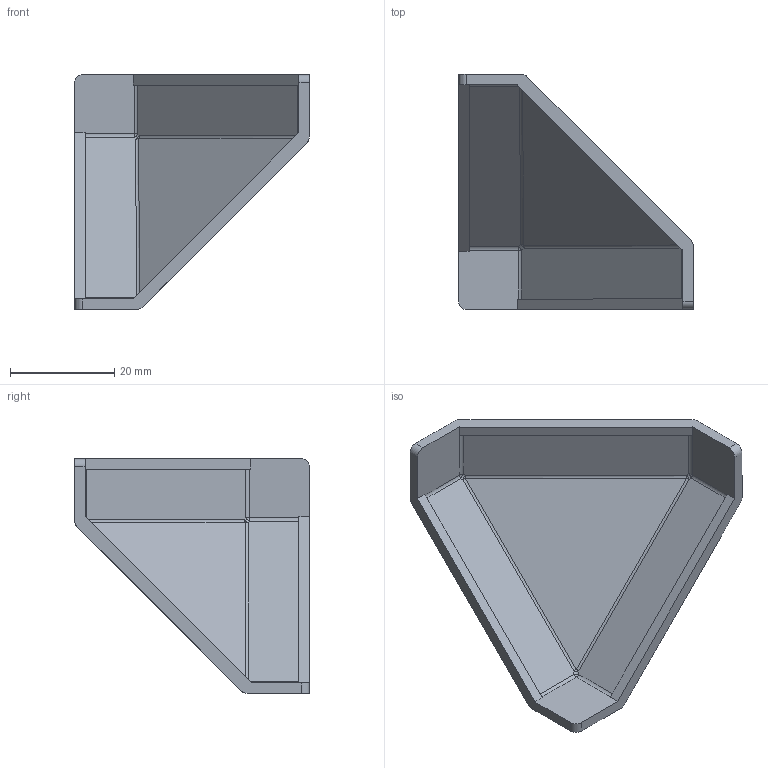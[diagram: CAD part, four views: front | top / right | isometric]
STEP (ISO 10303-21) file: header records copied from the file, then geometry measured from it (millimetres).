
FILE_DESCRIPTION(/* description */ (''),/* implementation_level */ '2;1');
FILE_NAME(/* name */ '224504.stp',/* time_stamp */ '2022-10-07T07:24:36+02:00',/* author */ ('aluteckkpl_am'),/* organization */ (''),/* preprocessor_version */ 'ST-DEVELOPER v18.1',/* originating_system */ 'Autodesk Inventor 2021',/* authorisation */ '');
FILE_SCHEMA (('CONFIG_CONTROL_DESIGN'));
Length unit declared in the file: millimetre
Products named in the file (2): 224504-ZP; 224504
Assembly tree (1 placements, depth 2):
  224504-ZP
    224504
Bounding box: 45 x 45 x 45 mm (x, y, z)
Volume: 6058 mm3; surface area: 6460.8 mm2
Topology: 1 solids, 1 shells, 65 faces, 162 edges, 91 vertices
Faces by surface type: cylinder 27, plane 26, sphere 12
Entity records: 1910 total; most frequent: DIRECTION 345, CARTESIAN_POINT 313, ORIENTED_EDGE 308, EDGE_CURVE 154, AXIS2_PLACEMENT_3D 123, LINE 99, VECTOR 99, VERTEX_POINT 91
